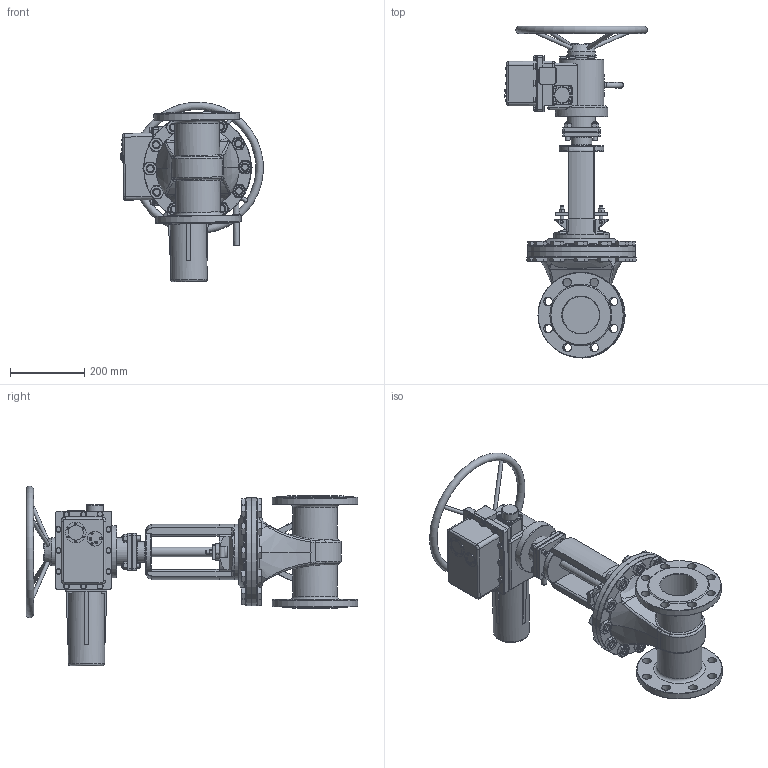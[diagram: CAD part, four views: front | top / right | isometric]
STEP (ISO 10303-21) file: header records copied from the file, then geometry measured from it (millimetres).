
FILE_DESCRIPTION(/* description */ (''),/* implementation_level */ '2;1');
FILE_NAME(/* name */ 'DN100_3D_STEP.stp',/* time_stamp */ '2024-01-16T15:27:26+03:00',/* author */ ('igorr'),/* organization */ (''),/* preprocessor_version */ 'ST-DEVELOPER v19.2',/* originating_system */ 'Autodesk Inventor 2023',/* authorisation */ '');
FILE_SCHEMA (('AUTOMOTIVE_DESIGN { 1 0 10303 214 3 1 1 }'));
Length unit declared in the file: millimetre
Products named in the file (18): Сборка; Сборка_Двигатель; Деталь2; AS 1110 - M10 x 16; AS 1110 - M4 x 8; AS 1110 - M8 x 12; AS 1110 - M2,5 x 6; BS 4168 - M4 x 6; BS 4168 - M6 x 10; AS 1421 - M12 x 50 засверленный 
конец; ANSI B18.2.4.2M - M12x1,75; Сборка_Чертежная; Деталь1; AS 1110 - M20 x 35; ISO 4035 - M20; ISO 4035 - M22; ANSI B18.2.4.2M - M10x1,5; ANSI B18.2.4.2M - M8x1,25
Assembly tree (85 placements, depth 3):
  Сборка
    Сборка_Двигатель
      Деталь2
      AS 1110 - M10 x 16  x5
      AS 1110 - M4 x 8  x8
      AS 1110 - M8 x 12  x12
      AS 1110 - M2,5 x 6  x9
      BS 4168 - M4 x 6  x2
      BS 4168 - M6 x 10  x4
    AS 1421 - M12 x 50 засверленный 
конец  x4
    ANSI B18.2.4.2M - M12x1,75  x4
    Сборка_Чертежная
      Деталь1
      AS 1110 - M20 x 35  x12
      ISO 4035 - M20  x7
      ISO 4035 - M22  x12
      ANSI B18.2.4.2M - M10x1,5
      ANSI B18.2.4.2M - M8x1,25
Bounding box: 382.92 x 891.66 x 482.58 mm (x, y, z)
Volume: 18524881.3 mm3; surface area: 1469928.7 mm2
Topology: 84 solids, 88 shells, 2608 faces, 5918 edges, 3604 vertices
Faces by surface type: plane 1339, cone 719, cylinder 428, bspline 57, torus 54, sphere 11
Full cylindrical faces by diameter (mm): 2.5 x9, 3 x9, 4 x10, 5 x23, 6 x4, 6.647 x1, 7 x10, 7.8 x4, 8 x20, 8.376 x1, 10 x29, 10.106 x4, 12 x18, 13 x12, 15 x4, 16 x5, 17.294 x7, 19.294 x12, 20 x12, 23 x40, 25 x1, 30 x12, 32 x1, 40 x2, 44.558 x1, 45 x2, 55 x2, 70 x2, 75 x3, 80 x2
Entity records: 37049 total; most frequent: CARTESIAN_POINT 10382, DIRECTION 5382, ORIENTED_EDGE 5120, EDGE_CURVE 2560, AXIS2_PLACEMENT_3D 2123, VERTEX_POINT 1631, EDGE_LOOP 1293, LINE 1136
